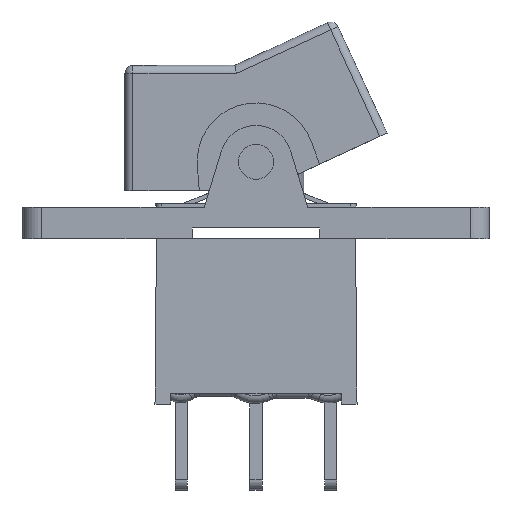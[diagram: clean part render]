
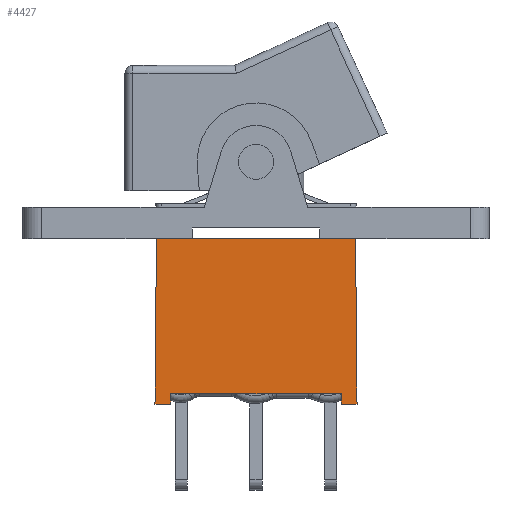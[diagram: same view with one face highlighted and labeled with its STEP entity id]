
A CAD part, front view. The second image highlights one B-rep face of the part: STEP entity #4427.
In plain terms, the highlighted planar face has unit normal (0, -1, 0.009).
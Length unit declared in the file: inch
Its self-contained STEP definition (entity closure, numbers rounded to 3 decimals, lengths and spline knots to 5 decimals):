
#601=FACE_OUTER_BOUND('',#866,.T.);
#866=EDGE_LOOP('',(#3917,#3918,#3919,#3920,#3921,#3922,#3923,#3924,#3925,
#3926,#3927,#3928));
#1095=LINE('',#7005,#1497);
#1143=LINE('',#7123,#1545);
#1175=LINE('',#7205,#1577);
#1242=LINE('',#7815,#1644);
#1243=LINE('',#7817,#1645);
#1244=LINE('',#7819,#1646);
#1245=LINE('',#7821,#1647);
#1246=LINE('',#7823,#1648);
#1247=LINE('',#7825,#1649);
#1248=LINE('',#7826,#1650);
#1497=VECTOR('',#5534,0.3937);
#1545=VECTOR('',#5624,0.3937);
#1577=VECTOR('',#5724,0.3937);
#1644=VECTOR('',#6069,0.3937);
#1645=VECTOR('',#6070,0.3937);
#1646=VECTOR('',#6071,0.3937);
#1647=VECTOR('',#6072,0.3937);
#1648=VECTOR('',#6073,0.3937);
#1649=VECTOR('',#6074,0.3937);
#1650=VECTOR('',#6075,0.3937);
#1705=ELLIPSE('',#4870,0.00394,0.00394);
#1707=ELLIPSE('',#4873,0.00394,0.00394);
#1920=VERTEX_POINT('',#7002);
#1921=VERTEX_POINT('',#7004);
#1969=VERTEX_POINT('',#7120);
#1970=VERTEX_POINT('',#7122);
#2091=VERTEX_POINT('',#7806);
#2093=VERTEX_POINT('',#7812);
#2094=VERTEX_POINT('',#7814);
#2095=VERTEX_POINT('',#7816);
#2096=VERTEX_POINT('',#7818);
#2097=VERTEX_POINT('',#7820);
#2098=VERTEX_POINT('',#7822);
#2099=VERTEX_POINT('',#7824);
#2448=EDGE_CURVE('',#1921,#1920,#1095,.T.);
#2509=EDGE_CURVE('',#1970,#1969,#1143,.T.);
#2549=EDGE_CURVE('',#1969,#1921,#1175,.T.);
#2721=EDGE_CURVE('',#1970,#2091,#1705,.T.);
#2724=EDGE_CURVE('',#2093,#1920,#1707,.T.);
#2725=EDGE_CURVE('',#2094,#2093,#1242,.T.);
#2726=EDGE_CURVE('',#2095,#2094,#1243,.T.);
#2727=EDGE_CURVE('',#2095,#2096,#1244,.T.);
#2728=EDGE_CURVE('',#2096,#2097,#1245,.T.);
#2729=EDGE_CURVE('',#2097,#2098,#1246,.T.);
#2730=EDGE_CURVE('',#2099,#2098,#1247,.T.);
#2731=EDGE_CURVE('',#2099,#2091,#1248,.T.);
#3917=ORIENTED_EDGE('',*,*,#2721,.F.);
#3918=ORIENTED_EDGE('',*,*,#2509,.T.);
#3919=ORIENTED_EDGE('',*,*,#2549,.T.);
#3920=ORIENTED_EDGE('',*,*,#2448,.T.);
#3921=ORIENTED_EDGE('',*,*,#2724,.F.);
#3922=ORIENTED_EDGE('',*,*,#2725,.F.);
#3923=ORIENTED_EDGE('',*,*,#2726,.F.);
#3924=ORIENTED_EDGE('',*,*,#2727,.T.);
#3925=ORIENTED_EDGE('',*,*,#2728,.T.);
#3926=ORIENTED_EDGE('',*,*,#2729,.T.);
#3927=ORIENTED_EDGE('',*,*,#2730,.F.);
#3928=ORIENTED_EDGE('',*,*,#2731,.T.);
#4183=PLANE('',#4872);
#4427=ADVANCED_FACE('',(#601),#4183,.T.);
#4870=AXIS2_PLACEMENT_3D('',#7807,#6060,#6061);
#4872=AXIS2_PLACEMENT_3D('',#7811,#6065,#6066);
#4873=AXIS2_PLACEMENT_3D('',#7813,#6067,#6068);
#5534=DIRECTION('',(-1.,0.,0.));
#5624=DIRECTION('',(-1.,0.,0.));
#5724=DIRECTION('',(-1.,0.,0.));
#6060=DIRECTION('center_axis',(0.,1.,
-0.009));
#6061=DIRECTION('ref_axis',(0.,0.009,1.));
#6065=DIRECTION('center_axis',(0.,-1.,
0.009));
#6066=DIRECTION('ref_axis',(1.,0.,0.));
#6067=DIRECTION('center_axis',(0.,1.,
-0.009));
#6068=DIRECTION('ref_axis',(0.,0.009,1.));
#6069=DIRECTION('',(0.009,0.009,1.));
#6070=DIRECTION('',(-1.,0.,0.));
#6071=DIRECTION('',(0.,0.009,1.));
#6072=DIRECTION('',(1.,0.,0.));
#6073=DIRECTION('',(0.,-0.009,-1.));
#6074=DIRECTION('',(-1.,0.,0.));
#6075=DIRECTION('',(-0.009,0.009,1.));
#7002=CARTESIAN_POINT('',(-0.24252,-0.12635,0.40945));
#7004=CARTESIAN_POINT('',(-0.15748,-0.12635,0.40945));
#7005=CARTESIAN_POINT('',(0.25,-0.12635,0.40945));
#7120=CARTESIAN_POINT('',(0.15748,-0.12635,0.40945));
#7122=CARTESIAN_POINT('',(0.24252,-0.12635,0.40945));
#7123=CARTESIAN_POINT('',(0.25,-0.12635,0.40945));
#7205=CARTESIAN_POINT('',(0.25,-0.12635,0.40945));
#7806=CARTESIAN_POINT('',(0.24646,-0.12638,0.40555));
#7807=CARTESIAN_POINT('Origin',(0.24252,-0.12638,0.40551));
#7811=CARTESIAN_POINT('Origin',(0.25,-0.12992,0.));
#7812=CARTESIAN_POINT('',(-0.24646,-0.12638,0.40555));
#7813=CARTESIAN_POINT('Origin',(-0.24252,-0.12638,0.40551));
#7814=CARTESIAN_POINT('',(-0.25,-0.12992,0.));
#7815=CARTESIAN_POINT('',(-0.24998,-0.1299,0.00218));
#7816=CARTESIAN_POINT('',(-0.21063,-0.12992,0.));
#7817=CARTESIAN_POINT('',(0.25,-0.12992,0.));
#7818=CARTESIAN_POINT('',(-0.21063,-0.1297,0.02559));
#7819=CARTESIAN_POINT('',(-0.21063,-0.12992,0.00007));
#7820=CARTESIAN_POINT('',(0.21063,-0.1297,0.02559));
#7821=CARTESIAN_POINT('',(0.125,-0.1297,0.02559));
#7822=CARTESIAN_POINT('',(0.21063,-0.12992,0.));
#7823=CARTESIAN_POINT('',(0.21063,-0.12992,0.));
#7824=CARTESIAN_POINT('',(0.25,-0.12992,0.));
#7825=CARTESIAN_POINT('',(0.25,-0.12992,0.));
#7826=CARTESIAN_POINT('',(0.24999,-0.12991,0.00113));
